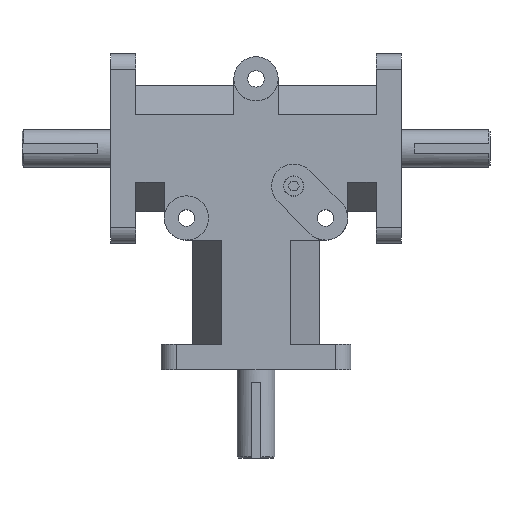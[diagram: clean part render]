
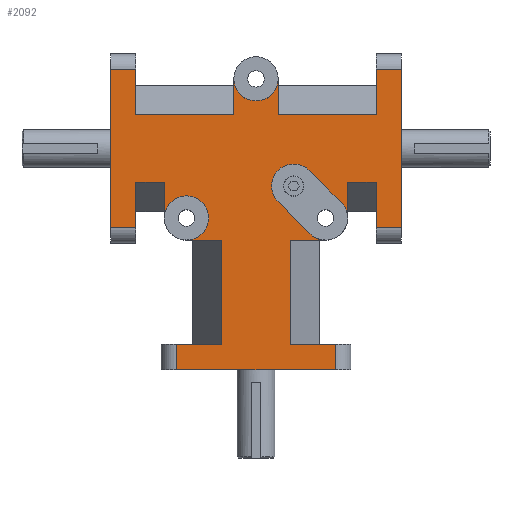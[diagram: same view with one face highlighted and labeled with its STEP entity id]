
A CAD part, top view. The second image highlights one B-rep face of the part: STEP entity #2092.
In plain terms, the highlighted planar face has unit normal (0, 0, 1).
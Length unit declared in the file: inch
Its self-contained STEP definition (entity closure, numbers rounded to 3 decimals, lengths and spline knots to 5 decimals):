
#32=VECTOR('',#2481,1.);
#33=VECTOR('',#2486,1.);
#38=VECTOR('',#2505,1.);
#43=VECTOR('',#2526,1.);
#48=VECTOR('',#2545,1.);
#51=VECTOR('',#2558,1.);
#57=VECTOR('',#2571,1.);
#59=VECTOR('',#2578,1.);
#65=VECTOR('',#2593,1.);
#73=VECTOR('',#2606,1.);
#92=VECTOR('',#2633,1.);
#93=VECTOR('',#2634,1.);
#94=VECTOR('',#2637,1.);
#95=VECTOR('',#2638,1.);
#96=VECTOR('',#2639,1.);
#97=VECTOR('',#2640,1.);
#98=VECTOR('',#2641,1.);
#99=VECTOR('',#2642,1.);
#100=VECTOR('',#2645,1.);
#101=VECTOR('',#2646,1.);
#102=VECTOR('',#2647,1.);
#103=VECTOR('',#2648,1.);
#104=VECTOR('',#2649,1.);
#105=VECTOR('',#2650,1.);
#106=VECTOR('',#2653,1.);
#107=VECTOR('',#2656,1.);
#108=VECTOR('',#2657,1.);
#109=VECTOR('',#2658,1.);
#110=VECTOR('',#2659,1.);
#220=LINE('',#3046,#32);
#221=LINE('',#3051,#33);
#226=LINE('',#3073,#38);
#231=LINE('',#3096,#43);
#236=LINE('',#3118,#48);
#239=LINE('',#3132,#51);
#245=LINE('',#3150,#57);
#247=LINE('',#3157,#59);
#253=LINE('',#3176,#65);
#261=LINE('',#3193,#73);
#280=LINE('',#3232,#92);
#281=LINE('',#3234,#93);
#282=LINE('',#3238,#94);
#283=LINE('',#3240,#95);
#284=LINE('',#3242,#96);
#285=LINE('',#3243,#97);
#286=LINE('',#3244,#98);
#287=LINE('',#3246,#99);
#288=LINE('',#3250,#100);
#289=LINE('',#3252,#101);
#290=LINE('',#3254,#102);
#291=LINE('',#3255,#103);
#292=LINE('',#3257,#104);
#293=LINE('',#3259,#105);
#294=LINE('',#3263,#106);
#295=LINE('',#3267,#107);
#296=LINE('',#3270,#108);
#297=LINE('',#3272,#109);
#298=LINE('',#3273,#110);
#468=VERTEX_POINT('',#3040);
#471=VERTEX_POINT('',#3045);
#473=VERTEX_POINT('',#3050);
#474=VERTEX_POINT('',#3052);
#480=VERTEX_POINT('',#3067);
#483=VERTEX_POINT('',#3072);
#493=VERTEX_POINT('',#3095);
#494=VERTEX_POINT('',#3097);
#500=VERTEX_POINT('',#3112);
#503=VERTEX_POINT('',#3117);
#509=VERTEX_POINT('',#3131);
#510=VERTEX_POINT('',#3133);
#517=VERTEX_POINT('',#3149);
#520=VERTEX_POINT('',#3158);
#533=VERTEX_POINT('',#3192);
#549=VERTEX_POINT('',#3233);
#550=VERTEX_POINT('',#3235);
#551=VERTEX_POINT('',#3237);
#552=VERTEX_POINT('',#3239);
#553=VERTEX_POINT('',#3241);
#554=VERTEX_POINT('',#3245);
#555=VERTEX_POINT('',#3247);
#556=VERTEX_POINT('',#3249);
#557=VERTEX_POINT('',#3251);
#558=VERTEX_POINT('',#3253);
#559=VERTEX_POINT('',#3256);
#560=VERTEX_POINT('',#3258);
#561=VERTEX_POINT('',#3260);
#562=VERTEX_POINT('',#3262);
#563=VERTEX_POINT('',#3264);
#564=VERTEX_POINT('',#3266);
#565=VERTEX_POINT('',#3268);
#566=VERTEX_POINT('',#3269);
#567=VERTEX_POINT('',#3271);
#718=CIRCLE('',#2274,0.4375);
#719=CIRCLE('',#2275,0.4375);
#720=CIRCLE('',#2276,0.4375);
#721=CIRCLE('',#2277,0.4375);
#789=EDGE_CURVE('',#471,#468,#220,.T.);
#791=EDGE_CURVE('',#473,#474,#221,.T.);
#801=EDGE_CURVE('',#483,#480,#226,.T.);
#811=EDGE_CURVE('',#493,#494,#231,.T.);
#821=EDGE_CURVE('',#503,#500,#236,.T.);
#827=EDGE_CURVE('',#509,#510,#239,.T.);
#836=EDGE_CURVE('',#517,#471,#245,.T.);
#840=EDGE_CURVE('',#474,#520,#247,.T.);
#850=EDGE_CURVE('',#480,#493,#253,.T.);
#860=EDGE_CURVE('',#533,#503,#261,.T.);
#882=EDGE_CURVE('',#549,#517,#280,.T.);
#883=EDGE_CURVE('',#550,#549,#281,.T.);
#884=EDGE_CURVE('',#550,#551,#718,.T.);
#885=EDGE_CURVE('',#552,#551,#282,.T.);
#886=EDGE_CURVE('',#553,#552,#283,.T.);
#887=EDGE_CURVE('',#510,#553,#284,.T.);
#888=EDGE_CURVE('',#500,#509,#285,.T.);
#889=EDGE_CURVE('',#554,#533,#286,.T.);
#890=EDGE_CURVE('',#555,#554,#287,.T.);
#891=EDGE_CURVE('',#555,#556,#719,.T.);
#892=EDGE_CURVE('',#557,#556,#288,.T.);
#893=EDGE_CURVE('',#558,#557,#289,.T.);
#894=EDGE_CURVE('',#494,#558,#290,.T.);
#895=EDGE_CURVE('',#559,#483,#291,.T.);
#896=EDGE_CURVE('',#560,#559,#292,.T.);
#897=EDGE_CURVE('',#561,#560,#293,.T.);
#898=EDGE_CURVE('',#561,#562,#720,.T.);
#899=EDGE_CURVE('',#562,#563,#294,.T.);
#900=EDGE_CURVE('',#563,#564,#721,.T.);
#901=EDGE_CURVE('',#564,#565,#295,.T.);
#902=EDGE_CURVE('',#565,#566,#720,.T.);
#903=EDGE_CURVE('',#567,#566,#296,.T.);
#904=EDGE_CURVE('',#520,#567,#297,.T.);
#905=EDGE_CURVE('',#468,#473,#298,.T.);
#1202=ORIENTED_EDGE('',*,*,#789,.F.);
#1203=ORIENTED_EDGE('',*,*,#836,.F.);
#1204=ORIENTED_EDGE('',*,*,#882,.F.);
#1205=ORIENTED_EDGE('',*,*,#883,.F.);
#1206=ORIENTED_EDGE('',*,*,#884,.T.);
#1207=ORIENTED_EDGE('',*,*,#885,.F.);
#1208=ORIENTED_EDGE('',*,*,#886,.F.);
#1209=ORIENTED_EDGE('',*,*,#887,.F.);
#1210=ORIENTED_EDGE('',*,*,#827,.F.);
#1211=ORIENTED_EDGE('',*,*,#888,.F.);
#1212=ORIENTED_EDGE('',*,*,#821,.F.);
#1213=ORIENTED_EDGE('',*,*,#860,.F.);
#1214=ORIENTED_EDGE('',*,*,#889,.F.);
#1215=ORIENTED_EDGE('',*,*,#890,.F.);
#1216=ORIENTED_EDGE('',*,*,#891,.T.);
#1217=ORIENTED_EDGE('',*,*,#892,.F.);
#1218=ORIENTED_EDGE('',*,*,#893,.F.);
#1219=ORIENTED_EDGE('',*,*,#894,.F.);
#1220=ORIENTED_EDGE('',*,*,#811,.F.);
#1221=ORIENTED_EDGE('',*,*,#850,.F.);
#1222=ORIENTED_EDGE('',*,*,#801,.F.);
#1223=ORIENTED_EDGE('',*,*,#895,.F.);
#1224=ORIENTED_EDGE('',*,*,#896,.F.);
#1225=ORIENTED_EDGE('',*,*,#897,.F.);
#1226=ORIENTED_EDGE('',*,*,#898,.T.);
#1227=ORIENTED_EDGE('',*,*,#899,.T.);
#1228=ORIENTED_EDGE('',*,*,#900,.T.);
#1229=ORIENTED_EDGE('',*,*,#901,.T.);
#1230=ORIENTED_EDGE('',*,*,#902,.T.);
#1231=ORIENTED_EDGE('',*,*,#903,.F.);
#1232=ORIENTED_EDGE('',*,*,#904,.F.);
#1233=ORIENTED_EDGE('',*,*,#840,.F.);
#1234=ORIENTED_EDGE('',*,*,#791,.F.);
#1235=ORIENTED_EDGE('',*,*,#905,.F.);
#1701=EDGE_LOOP('',(#1202,#1203,#1204,#1205,#1206,#1207,#1208,#1209,#1210,
#1211,#1212,#1213,#1214,#1215,#1216,#1217,#1218,#1219,#1220,#1221,#1222,
#1223,#1224,#1225,#1226,#1227,#1228,#1229,#1230,#1231,#1232,#1233,#1234,
#1235));
#1908=FACE_BOUND('',#1701,.T.);
#2092=ADVANCED_FACE('',(#1908),#3653,.T.);
#2273=AXIS2_PLACEMENT_3D('',#3231,#2632,$);
#2274=AXIS2_PLACEMENT_3D('',#3236,#2635,#2636);
#2275=AXIS2_PLACEMENT_3D('',#3248,#2643,#2644);
#2276=AXIS2_PLACEMENT_3D('',#3261,#2651,#2652);
#2277=AXIS2_PLACEMENT_3D('',#3265,#2654,#2655);
#2481=DIRECTION('',(1.,0.,0.));
#2486=DIRECTION('',(-1.,0.,0.));
#2505=DIRECTION('',(0.,-1.,0.));
#2526=DIRECTION('',(0.,1.,0.));
#2545=DIRECTION('',(-1.,0.,0.));
#2558=DIRECTION('',(1.,0.,0.));
#2571=DIRECTION('',(0.,1.,0.));
#2578=DIRECTION('',(0.,1.,0.));
#2593=DIRECTION('',(-1.,0.,0.));
#2606=DIRECTION('',(0.,-1.,0.));
#2632=DIRECTION('',(0.,0.,1.));
#2633=DIRECTION('',(1.,0.,0.));
#2634=DIRECTION('',(0.,-1.,0.));
#2635=DIRECTION('',(0.,0.,-1.));
#2636=DIRECTION('',(0.438,0.,0.));
#2637=DIRECTION('',(0.,1.,0.));
#2638=DIRECTION('',(1.,0.,0.));
#2639=DIRECTION('',(0.,-1.,0.));
#2640=DIRECTION('',(0.,1.,0.));
#2641=DIRECTION('',(-1.,0.,0.));
#2642=DIRECTION('',(0.,1.,0.));
#2643=DIRECTION('',(0.,0.,-1.));
#2644=DIRECTION('',(0.438,0.,0.));
#2645=DIRECTION('',(-1.,0.,0.));
#2646=DIRECTION('',(0.,1.,0.));
#2647=DIRECTION('',(1.,0.,0.));
#2648=DIRECTION('',(1.,0.,0.));
#2649=DIRECTION('',(0.,-1.,0.));
#2650=DIRECTION('',(-1.,0.,0.));
#2651=DIRECTION('',(0.,0.,-1.));
#2652=DIRECTION('',(0.438,0.,0.));
#2653=DIRECTION('',(-0.707,0.707,0.));
#2654=DIRECTION('',(0.,0.,-1.));
#2655=DIRECTION('',(0.438,0.,0.));
#2656=DIRECTION('',(0.707,-0.707,0.));
#2657=DIRECTION('',(0.,-1.,0.));
#2658=DIRECTION('',(-1.,0.,0.));
#2659=DIRECTION('',(0.,-1.,0.));
#3040=CARTESIAN_POINT('',(2.875,5.94,1.25));
#3045=CARTESIAN_POINT('',(2.375,5.94,1.25));
#3046=CARTESIAN_POINT('',(1.4375,5.94,1.25));
#3050=CARTESIAN_POINT('',(2.875,2.81,1.25));
#3051=CARTESIAN_POINT('',(1.1875,2.81,1.25));
#3052=CARTESIAN_POINT('',(2.375,2.81,1.25));
#3067=CARTESIAN_POINT('',(1.565,0.,1.25));
#3072=CARTESIAN_POINT('',(1.565,0.5,1.25));
#3073=CARTESIAN_POINT('',(1.565,1.62992,1.25));
#3095=CARTESIAN_POINT('',(-1.565,0.,1.25));
#3096=CARTESIAN_POINT('',(-1.565,1.87992,1.25));
#3097=CARTESIAN_POINT('',(-1.565,0.5,1.25));
#3112=CARTESIAN_POINT('',(-2.875,2.81,1.25));
#3117=CARTESIAN_POINT('',(-2.375,2.81,1.25));
#3118=CARTESIAN_POINT('',(-1.4375,2.81,1.25));
#3131=CARTESIAN_POINT('',(-2.875,5.94,1.25));
#3132=CARTESIAN_POINT('',(-1.1875,5.94,1.25));
#3133=CARTESIAN_POINT('',(-2.375,5.94,1.25));
#3149=CARTESIAN_POINT('',(2.375,5.04765,1.25));
#3150=CARTESIAN_POINT('',(2.375,5.625,1.25));
#3157=CARTESIAN_POINT('',(2.375,3.19242,1.25));
#3158=CARTESIAN_POINT('',(2.375,3.70235,1.25));
#3176=CARTESIAN_POINT('',(-1.875,0.,1.25));
#3192=CARTESIAN_POINT('',(-2.375,3.70235,1.25));
#3193=CARTESIAN_POINT('',(-2.375,2.5,1.25));
#3231=CARTESIAN_POINT('',(0.,3.25984,1.25));
#3232=CARTESIAN_POINT('',(1.1875,5.04765,1.25));
#3233=CARTESIAN_POINT('',(0.4375,5.04765,1.25));
#3234=CARTESIAN_POINT('',(0.4375,4.44242,1.25));
#3235=CARTESIAN_POINT('',(0.4375,5.75,1.25));
#3236=CARTESIAN_POINT('',(0.,5.75,1.25));
#3237=CARTESIAN_POINT('',(-0.4375,5.75,1.25));
#3238=CARTESIAN_POINT('',(-0.4375,5.625,1.25));
#3239=CARTESIAN_POINT('',(-0.4375,5.04765,1.25));
#3240=CARTESIAN_POINT('',(-0.21875,5.04765,1.25));
#3241=CARTESIAN_POINT('',(-2.375,5.04765,1.25));
#3242=CARTESIAN_POINT('',(-2.375,4.44242,1.25));
#3243=CARTESIAN_POINT('',(-2.875,2.5,1.25));
#3244=CARTESIAN_POINT('',(-1.1875,3.70235,1.25));
#3245=CARTESIAN_POINT('',(-1.8125,3.70235,1.25));
#3246=CARTESIAN_POINT('',(-1.8125,3.19242,1.25));
#3247=CARTESIAN_POINT('',(-1.8125,3.,1.25));
#3248=CARTESIAN_POINT('',(-1.375,3.,1.25));
#3249=CARTESIAN_POINT('',(-1.375,2.5625,1.25));
#3250=CARTESIAN_POINT('',(-1.25,2.5625,1.25));
#3251=CARTESIAN_POINT('',(-0.67265,2.5625,1.25));
#3252=CARTESIAN_POINT('',(-0.67265,2.91117,1.25));
#3253=CARTESIAN_POINT('',(-0.67265,0.5,1.25));
#3254=CARTESIAN_POINT('',(-0.625,0.5,1.25));
#3255=CARTESIAN_POINT('',(1.25,0.5,1.25));
#3256=CARTESIAN_POINT('',(0.67265,0.5,1.25));
#3257=CARTESIAN_POINT('',(0.67265,1.87992,1.25));
#3258=CARTESIAN_POINT('',(0.67265,2.5625,1.25));
#3259=CARTESIAN_POINT('',(0.625,2.5625,1.25));
#3260=CARTESIAN_POINT('',(1.375,2.5625,1.25));
#3261=CARTESIAN_POINT('',(1.375,3.,1.25));
#3262=CARTESIAN_POINT('',(1.06564,2.69064,1.25));
#3263=CARTESIAN_POINT('',(0.65693,3.09935,1.25));
#3264=CARTESIAN_POINT('',(0.43564,3.32064,1.25));
#3265=CARTESIAN_POINT('',(0.745,3.63,1.25));
#3266=CARTESIAN_POINT('',(1.05436,3.93936,1.25));
#3267=CARTESIAN_POINT('',(0.96065,4.03307,1.25));
#3268=CARTESIAN_POINT('',(1.68436,3.30936,1.25));
#3269=CARTESIAN_POINT('',(1.8125,3.,1.25));
#3270=CARTESIAN_POINT('',(1.8125,3.,1.25));
#3271=CARTESIAN_POINT('',(1.8125,3.70235,1.25));
#3272=CARTESIAN_POINT('',(0.90625,3.70235,1.25));
#3273=CARTESIAN_POINT('',(2.875,2.5,1.25));
#3653=PLANE('',#2273);
